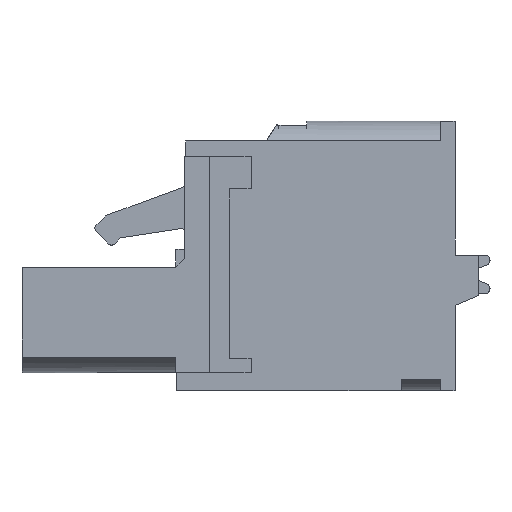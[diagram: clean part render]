
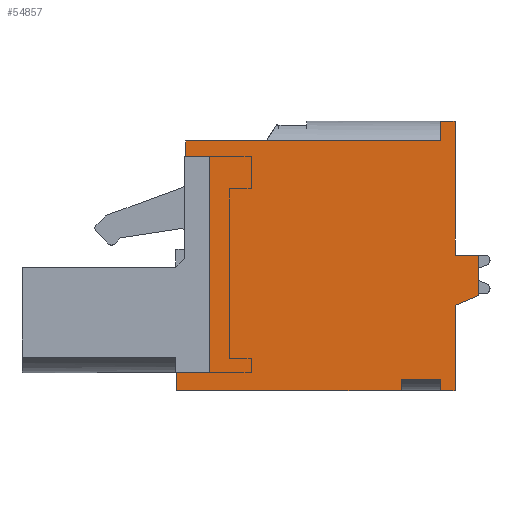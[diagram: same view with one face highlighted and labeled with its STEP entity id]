
A CAD part, left-side view. The second image highlights one B-rep face of the part: STEP entity #54857.
In plain terms, the highlighted planar face has unit normal (-1, 0, 0).
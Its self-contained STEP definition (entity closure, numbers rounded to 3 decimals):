
#5236=ORIENTED_EDGE('',*,*,#20857,.T.);
#5237=ORIENTED_EDGE('',*,*,#18026,.T.);
#5238=ORIENTED_EDGE('',*,*,#19382,.T.);
#5239=ORIENTED_EDGE('',*,*,#18911,.T.);
#5240=ORIENTED_EDGE('',*,*,#20858,.T.);
#5241=ORIENTED_EDGE('',*,*,#18729,.T.);
#5242=ORIENTED_EDGE('',*,*,#19258,.F.);
#5243=ORIENTED_EDGE('',*,*,#19100,.F.);
#5244=ORIENTED_EDGE('',*,*,#20859,.T.);
#5245=ORIENTED_EDGE('',*,*,#20841,.T.);
#5246=ORIENTED_EDGE('',*,*,#20860,.T.);
#5247=ORIENTED_EDGE('',*,*,#20861,.F.);
#5248=ORIENTED_EDGE('',*,*,#18355,.T.);
#5249=ORIENTED_EDGE('',*,*,#20862,.T.);
#5250=ORIENTED_EDGE('',*,*,#20863,.T.);
#5251=ORIENTED_EDGE('',*,*,#20864,.F.);
#5252=ORIENTED_EDGE('',*,*,#20865,.F.);
#5253=ORIENTED_EDGE('',*,*,#19209,.T.);
#18026=EDGE_CURVE('',#26169,#26168,#31527,.T.);
#18355=EDGE_CURVE('',#26498,#26497,#31772,.T.);
#18729=EDGE_CURVE('',#26872,#26871,#32144,.T.);
#18911=EDGE_CURVE('',#27054,#27053,#32326,.T.);
#19100=EDGE_CURVE('',#27241,#27242,#32515,.T.);
#19209=EDGE_CURVE('',#27351,#27350,#32624,.T.);
#19258=EDGE_CURVE('',#27242,#26871,#32658,.T.);
#19382=EDGE_CURVE('',#26168,#27054,#32782,.T.);
#20841=EDGE_CURVE('',#28398,#28397,#33860,.T.);
#20857=EDGE_CURVE('',#27350,#26169,#33866,.T.);
#20858=EDGE_CURVE('',#27053,#26872,#33867,.T.);
#20859=EDGE_CURVE('',#27241,#28398,#33868,.T.);
#20860=EDGE_CURVE('',#28397,#28406,#33869,.T.);
#20861=EDGE_CURVE('',#26498,#28406,#33870,.T.);
#20862=EDGE_CURVE('',#26497,#28407,#33871,.T.);
#20863=EDGE_CURVE('',#28407,#28408,#33872,.T.);
#20864=EDGE_CURVE('',#28409,#28408,#33873,.T.);
#20865=EDGE_CURVE('',#27351,#28409,#33874,.T.);
#26168=VERTEX_POINT('',#75888);
#26169=VERTEX_POINT('',#75890);
#26497=VERTEX_POINT('',#76547);
#26498=VERTEX_POINT('',#76549);
#26871=VERTEX_POINT('',#77318);
#26872=VERTEX_POINT('',#77320);
#27053=VERTEX_POINT('',#77683);
#27054=VERTEX_POINT('',#77685);
#27241=VERTEX_POINT('',#78061);
#27242=VERTEX_POINT('',#78063);
#27350=VERTEX_POINT('',#78280);
#27351=VERTEX_POINT('',#78282);
#28397=VERTEX_POINT('',#81521);
#28398=VERTEX_POINT('',#81523);
#28406=VERTEX_POINT('',#81555);
#28407=VERTEX_POINT('',#81558);
#28408=VERTEX_POINT('',#81560);
#28409=VERTEX_POINT('',#81562);
#31527=LINE('',#75889,#38658);
#31772=LINE('',#76548,#38903);
#32144=LINE('',#77319,#39275);
#32326=LINE('',#77684,#39457);
#32515=LINE('',#78062,#39646);
#32624=LINE('',#78281,#39755);
#32658=LINE('',#78378,#39789);
#32782=LINE('',#78585,#39913);
#33860=LINE('',#81522,#40991);
#33866=LINE('',#81551,#40997);
#33867=LINE('',#81552,#40998);
#33868=LINE('',#81553,#40999);
#33869=LINE('',#81554,#41000);
#33870=LINE('',#81556,#41001);
#33871=LINE('',#81557,#41002);
#33872=LINE('',#81559,#41003);
#33873=LINE('',#81561,#41004);
#33874=LINE('',#81563,#41005);
#38658=VECTOR('',#61099,1000.);
#38903=VECTOR('',#61514,1000.);
#39275=VECTOR('',#61936,1000.);
#39457=VECTOR('',#62120,1000.);
#39646=VECTOR('',#62311,1000.);
#39755=VECTOR('',#62422,1000.);
#39789=VECTOR('',#62506,1000.);
#39913=VECTOR('',#62632,1000.);
#40991=VECTOR('',#65254,1000.);
#40997=VECTOR('',#65290,1000.);
#40998=VECTOR('',#65291,1000.);
#40999=VECTOR('',#65292,1000.);
#41000=VECTOR('',#65293,1000.);
#41001=VECTOR('',#65294,1000.);
#41002=VECTOR('',#65295,1000.);
#41003=VECTOR('',#65296,1000.);
#41004=VECTOR('',#65297,1000.);
#41005=VECTOR('',#65298,1000.);
#46294=EDGE_LOOP('',(#5236,#5237,#5238,#5239,#5240,#5241,#5242,#5243,#5244,
#5245,#5246,#5247,#5248,#5249,#5250,#5251,#5252,#5253));
#49425=FACE_BOUND('',#46294,.T.);
#52371=PLANE('',#58145);
#54857=ADVANCED_FACE('',(#49425),#52371,.T.);
#58145=AXIS2_PLACEMENT_3D('',#81550,#65288,#65289);
#61099=DIRECTION('',(0.,1.,0.));
#61514=DIRECTION('',(0.,0.,1.));
#61936=DIRECTION('',(0.,1.,0.));
#62120=DIRECTION('',(0.,-1.,0.));
#62311=DIRECTION('',(0.,1.,0.));
#62422=DIRECTION('',(0.,1.,0.));
#62506=DIRECTION('',(0.,0.,1.));
#62632=DIRECTION('',(0.,0.,-1.));
#65254=DIRECTION('',(0.,-1.,0.));
#65288=DIRECTION('',(-1.,0.,0.));
#65289=DIRECTION('',(0.,0.,1.));
#65290=DIRECTION('',(0.,0.,-1.));
#65291=DIRECTION('',(0.,0.,-1.));
#65292=DIRECTION('',(0.,0.,1.));
#65293=DIRECTION('',(0.,0.,-1.));
#65294=DIRECTION('',(0.,1.,0.));
#65295=DIRECTION('',(0.,-0.921,0.39));
#65296=DIRECTION('',(0.,0.,1.));
#65297=DIRECTION('',(0.,-1.,0.));
#65298=DIRECTION('',(0.,0.,-1.));
#75888=CARTESIAN_POINT('',(-53.34,7.9,6.4));
#75889=CARTESIAN_POINT('',(-53.34,3.4,6.4));
#75890=CARTESIAN_POINT('',(-53.34,-6.3,6.4));
#76547=CARTESIAN_POINT('',(-53.34,-7.1,-2.75));
#76548=CARTESIAN_POINT('',(-53.34,-7.1,-7.5));
#76549=CARTESIAN_POINT('',(-53.34,-7.1,-7.5));
#77318=CARTESIAN_POINT('',(-53.34,8.4,-6.5));
#77319=CARTESIAN_POINT('',(-53.34,8.4,-6.5));
#77320=CARTESIAN_POINT('',(-53.34,6.57,-6.5));
#77683=CARTESIAN_POINT('',(-53.34,6.57,5.55));
#77684=CARTESIAN_POINT('',(-53.34,7.9,5.55));
#77685=CARTESIAN_POINT('',(-53.34,7.9,5.55));
#78061=CARTESIAN_POINT('',(-53.34,-4.1,-7.5));
#78062=CARTESIAN_POINT('',(-53.34,-8.4,-7.5));
#78063=CARTESIAN_POINT('',(-53.34,8.4,-7.5));
#78280=CARTESIAN_POINT('',(-53.34,-6.3,7.5));
#78281=CARTESIAN_POINT('',(-53.34,-8.4,7.5));
#78282=CARTESIAN_POINT('',(-53.34,-7.1,7.5));
#78378=CARTESIAN_POINT('',(-53.34,8.4,-7.5));
#78585=CARTESIAN_POINT('',(-53.34,7.9,6.4));
#81521=CARTESIAN_POINT('',(-53.34,-6.3,-6.9));
#81522=CARTESIAN_POINT('',(-53.34,-4.1,-6.9));
#81523=CARTESIAN_POINT('',(-53.34,-4.1,-6.9));
#81550=CARTESIAN_POINT('',(-53.34,-8.4,-7.5));
#81551=CARTESIAN_POINT('',(-53.34,-6.3,7.701));
#81552=CARTESIAN_POINT('',(-53.34,6.57,5.55));
#81553=CARTESIAN_POINT('',(-53.34,-4.1,-7.5));
#81554=CARTESIAN_POINT('',(-53.34,-6.3,-6.9));
#81555=CARTESIAN_POINT('',(-53.34,-6.3,-7.5));
#81556=CARTESIAN_POINT('',(-53.34,-8.4,-7.5));
#81557=CARTESIAN_POINT('',(-53.34,-7.1,-2.75));
#81558=CARTESIAN_POINT('',(-53.34,-8.4,-2.2));
#81559=CARTESIAN_POINT('',(-53.34,-8.4,-7.5));
#81560=CARTESIAN_POINT('',(-53.34,-8.4,0.05));
#81561=CARTESIAN_POINT('',(-53.34,-8.4,0.05));
#81562=CARTESIAN_POINT('',(-53.34,-7.1,0.05));
#81563=CARTESIAN_POINT('',(-53.34,-7.1,7.5));
